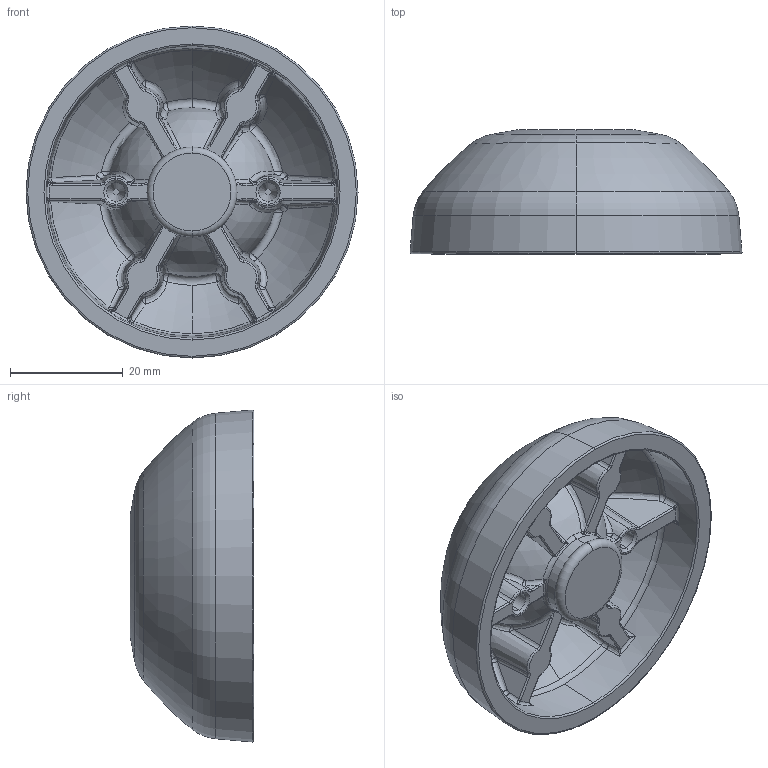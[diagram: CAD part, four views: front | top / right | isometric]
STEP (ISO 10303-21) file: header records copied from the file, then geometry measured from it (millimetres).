
FILE_DESCRIPTION (( 'STEP AP214' ), '1' );
FILE_NAME ('098c060k.STEP', '2014-08-12T07:34:39', ( '' ), ( '' ), 'SwSTEP 2.0', 'SolidWorks 2014', '' );
FILE_SCHEMA (( 'AUTOMOTIVE_DESIGN' ));
Length unit declared in the file: millimetre
Products named in the file (1): 098c060k
Bounding box: 58.94 x 22 x 58.94 mm (x, y, z)
Volume: 20638 mm3; surface area: 12173.7 mm2
Topology: 1 solids, 1 shells, 369 faces, 867 edges, 483 vertices
Faces by surface type: bspline 192, torus 72, plane 35, cylinder 32, cone 30, sphere 8
Entity records: 14299 total; most frequent: CARTESIAN_POINT 7293, ORIENTED_EDGE 1694, DIRECTION 1180, EDGE_CURVE 847, AXIS2_PLACEMENT_3D 553, VERTEX_POINT 483, B_SPLINE_CURVE_WITH_KNOTS 398, CIRCLE 375
